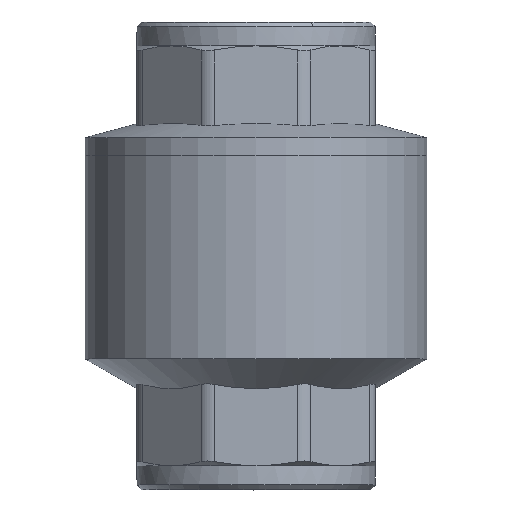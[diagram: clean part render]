
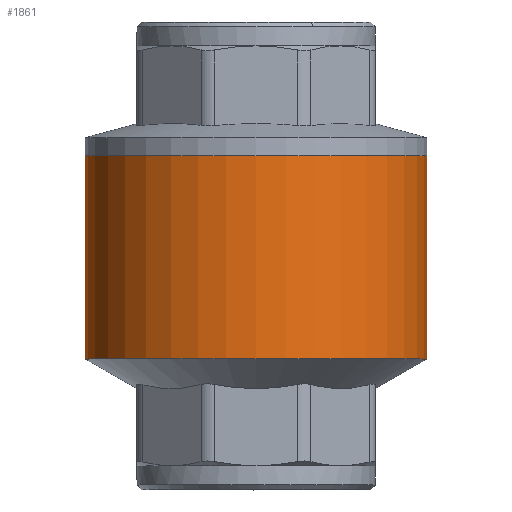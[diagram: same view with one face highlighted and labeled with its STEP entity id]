
A CAD part, top view. The second image highlights one B-rep face of the part: STEP entity #1861.
In plain terms, the highlighted cylindrical face has radius 17.9 mm (diameter 35.8 mm), a full revolution.
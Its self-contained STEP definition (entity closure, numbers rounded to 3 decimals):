
#10 = EDGE_LOOP ( 'NONE', ( #650 ) ) ;
#77 = ORIENTED_EDGE ( 'NONE', *, *, #1953, .T. ) ;
#119 = FACE_OUTER_BOUND ( 'NONE', #675, .T. ) ;
#125 = VERTEX_POINT ( 'NONE', #1650 ) ;
#151 = FACE_OUTER_BOUND ( 'NONE', #10, .T. ) ;
#222 = CIRCLE ( 'NONE', #2131, 17.9 ) ;
#312 = CIRCLE ( 'NONE', #2132, 17.9 ) ;
#479 = VERTEX_POINT ( 'NONE', #1651 ) ;
#650 = ORIENTED_EDGE ( 'NONE', *, *, #1961, .T. ) ;
#675 = EDGE_LOOP ( 'NONE', ( #77 ) ) ;
#719 = CYLINDRICAL_SURFACE ( 'NONE', #1977, 17.9 ) ;
#764 = DIRECTION ( 'NONE',  ( 0., 0., 1. ) ) ;
#765 = DIRECTION ( 'NONE',  ( 0., -1., 0. ) ) ;
#766 = CARTESIAN_POINT ( 'NONE',  ( 0., 0., 0. ) ) ;
#817 = DIRECTION ( 'NONE',  ( 0., 0., 1. ) ) ;
#818 = DIRECTION ( 'NONE',  ( 0., 1., 0. ) ) ;
#819 = CARTESIAN_POINT ( 'NONE',  ( 0., -21.3, 0. ) ) ;
#1439 = DIRECTION ( 'NONE',  ( 0., 0., 1. ) ) ;
#1443 = DIRECTION ( 'NONE',  ( 0., 1., 0. ) ) ;
#1445 = CARTESIAN_POINT ( 'NONE',  ( 0., -14.189, 0. ) ) ;
#1650 = CARTESIAN_POINT ( 'NONE',  ( 0., 0., 17.9 ) ) ;
#1651 = CARTESIAN_POINT ( 'NONE',  ( 0., -21.3, 17.9 ) ) ;
#1861 = ADVANCED_FACE ( 'NONE', ( #119, #151 ), #719, .T. ) ;
#1953 = EDGE_CURVE ( 'NONE', #479, #479, #312, .T. ) ;
#1961 = EDGE_CURVE ( 'NONE', #125, #125, #222, .T. ) ;
#1977 = AXIS2_PLACEMENT_3D ( 'NONE', #1445, #1443, #1439 ) ;
#2131 = AXIS2_PLACEMENT_3D ( 'NONE', #766, #765, #764 ) ;
#2132 = AXIS2_PLACEMENT_3D ( 'NONE', #819, #818, #817 ) ;
